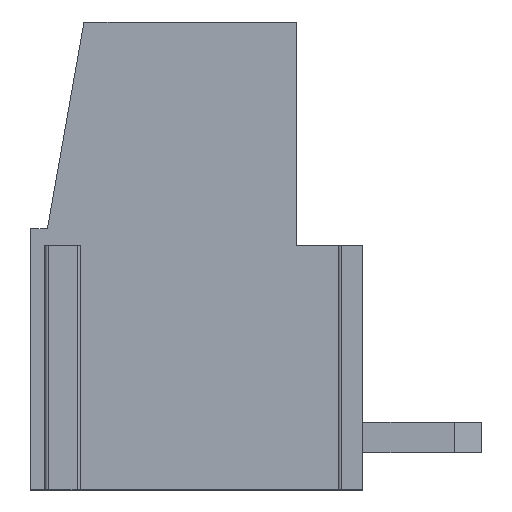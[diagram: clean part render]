
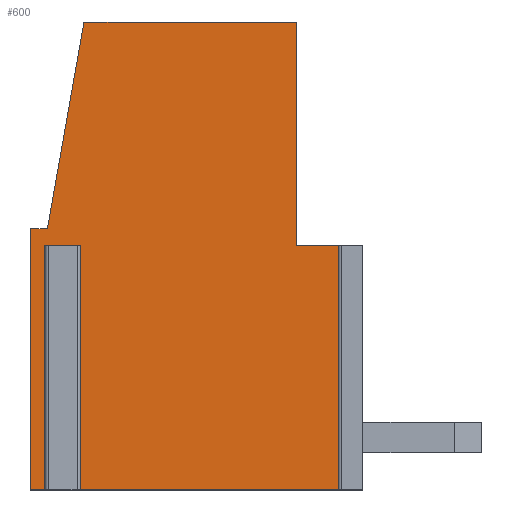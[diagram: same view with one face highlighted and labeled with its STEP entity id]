
A CAD part, left-side view. The second image highlights one B-rep face of the part: STEP entity #600.
In plain terms, the highlighted planar face has unit normal (-1, 0, 0).
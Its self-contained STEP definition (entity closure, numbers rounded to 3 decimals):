
#600 = ADVANCED_FACE( 'F0', ( #1166 ), #1167, .T. );
#1166 = FACE_OUTER_BOUND( '', #1710, .T. );
#1167 = PLANE( '', #1711 );
#1710 = EDGE_LOOP( '', ( #3341, #3342, #3343, #3344, #3345, #3346, #3347, #3348, #3349, #3350, #3351, #3352 ) );
#1711 = AXIS2_PLACEMENT_3D( '', #3353, #3354, #3355 );
#3341 = ORIENTED_EDGE( '', *, *, #3870, .T. );
#3342 = ORIENTED_EDGE( '', *, *, #3430, .T. );
#3343 = ORIENTED_EDGE( '', *, *, #3837, .T. );
#3344 = ORIENTED_EDGE( '', *, *, #3811, .T. );
#3345 = ORIENTED_EDGE( '', *, *, #3574, .T. );
#3346 = ORIENTED_EDGE( '', *, *, #3715, .F. );
#3347 = ORIENTED_EDGE( '', *, *, #3481, .T. );
#3348 = ORIENTED_EDGE( '', *, *, #3810, .T. );
#3349 = ORIENTED_EDGE( '', *, *, #3940, .T. );
#3350 = ORIENTED_EDGE( '', *, *, #3961, .T. );
#3351 = ORIENTED_EDGE( '', *, *, #3980, .T. );
#3352 = ORIENTED_EDGE( '', *, *, #3446, .T. );
#3353 = CARTESIAN_POINT( '', ( -2.5, 0., 0. ) );
#3354 = DIRECTION( '', ( -1., 0., 0. ) );
#3355 = DIRECTION( '', ( 0., 1., 0. ) );
#3430 = EDGE_CURVE( '', #4121, #4119, #4122, .T. );
#3446 = EDGE_CURVE( '', #4151, #4149, #4152, .T. );
#3481 = EDGE_CURVE( '', #4212, #4209, #4213, .T. );
#3574 = EDGE_CURVE( '', #4380, #4378, #4381, .T. );
#3715 = EDGE_CURVE( '', #4212, #4378, #4596, .T. );
#3810 = EDGE_CURVE( '', #4209, #4732, #4734, .T. );
#3811 = EDGE_CURVE( '', #4735, #4380, #4736, .T. );
#3837 = EDGE_CURVE( '', #4119, #4735, #4771, .T. );
#3870 = EDGE_CURVE( '', #4149, #4121, #4813, .T. );
#3940 = EDGE_CURVE( '', #4732, #4896, #4899, .T. );
#3961 = EDGE_CURVE( '', #4896, #4924, #4926, .T. );
#3980 = EDGE_CURVE( '', #4924, #4151, #4950, .T. );
#4119 = VERTEX_POINT( '', #5124 );
#4121 = VERTEX_POINT( '', #5127 );
#4122 = LINE( '', #5128, #5129 );
#4149 = VERTEX_POINT( '', #5162 );
#4151 = VERTEX_POINT( '', #5165 );
#4152 = LINE( '', #5166, #5167 );
#4209 = VERTEX_POINT( '', #5250 );
#4212 = VERTEX_POINT( '', #5254 );
#4213 = LINE( '', #5255, #5256 );
#4378 = VERTEX_POINT( '', #5494 );
#4380 = VERTEX_POINT( '', #5497 );
#4381 = LINE( '', #5498, #5499 );
#4596 = LINE( '', #5821, #5822 );
#4732 = VERTEX_POINT( '', #6020 );
#4734 = LINE( '', #6023, #6024 );
#4735 = VERTEX_POINT( '', #6025 );
#4736 = LINE( '', #6026, #6027 );
#4771 = LINE( '', #6077, #6078 );
#4813 = LINE( '', #6140, #6141 );
#4896 = VERTEX_POINT( '', #6263 );
#4899 = LINE( '', #6267, #6268 );
#4924 = VERTEX_POINT( '', #6307 );
#4926 = LINE( '', #6310, #6311 );
#4950 = LINE( '', #6345, #6346 );
#5124 = CARTESIAN_POINT( '', ( -2.5, 0., 7.7 ) );
#5127 = CARTESIAN_POINT( '', ( -2.5, -0.5, 7.7 ) );
#5128 = CARTESIAN_POINT( '', ( -2.5, 0., 7.7 ) );
#5129 = VECTOR( '', #6475, 1000. );
#5162 = CARTESIAN_POINT( '', ( -2.5, -1.576, 13.8 ) );
#5165 = CARTESIAN_POINT( '', ( -2.5, -7.85, 13.8 ) );
#5166 = CARTESIAN_POINT( '', ( -2.5, 0., 13.8 ) );
#5167 = VECTOR( '', #6501, 1000. );
#5250 = CARTESIAN_POINT( '', ( -2.5, -1.204, 0. ) );
#5254 = CARTESIAN_POINT( '', ( -2.5, -1.204, 7.2 ) );
#5255 = CARTESIAN_POINT( '', ( -2.5, -1.204, 0. ) );
#5256 = VECTOR( '', #6529, 1000. );
#5494 = CARTESIAN_POINT( '', ( -2.5, -0.696, 7.2 ) );
#5497 = CARTESIAN_POINT( '', ( -2.5, -0.696, 0. ) );
#5498 = CARTESIAN_POINT( '', ( -2.5, -0.696, 0. ) );
#5499 = VECTOR( '', #6622, 1000. );
#5821 = CARTESIAN_POINT( '', ( -2.5, 0., 7.2 ) );
#5822 = VECTOR( '', #6736, 1000. );
#6020 = CARTESIAN_POINT( '', ( -2.5, -9.346, 0. ) );
#6023 = CARTESIAN_POINT( '', ( -2.5, 0., 0. ) );
#6024 = VECTOR( '', #6827, 1000. );
#6025 = CARTESIAN_POINT( '', ( -2.5, 0., 0. ) );
#6026 = CARTESIAN_POINT( '', ( -2.5, 0., 0. ) );
#6027 = VECTOR( '', #6828, 1000. );
#6077 = CARTESIAN_POINT( '', ( -2.5, 0., -11.5 ) );
#6078 = VECTOR( '', #6853, 1000. );
#6140 = CARTESIAN_POINT( '', ( -2.5, 2.798, -11.007 ) );
#6141 = VECTOR( '', #6874, 1000. );
#6263 = CARTESIAN_POINT( '', ( -2.5, -9.346, 7.2 ) );
#6267 = CARTESIAN_POINT( '', ( -2.5, -9.346, 0. ) );
#6268 = VECTOR( '', #6927, 1000. );
#6307 = CARTESIAN_POINT( '', ( -2.5, -7.85, 7.2 ) );
#6310 = CARTESIAN_POINT( '', ( -2.5, 0., 7.2 ) );
#6311 = VECTOR( '', #6943, 1000. );
#6345 = CARTESIAN_POINT( '', ( -2.5, -7.85, 0. ) );
#6346 = VECTOR( '', #6957, 1000. );
#6475 = DIRECTION( '', ( 0., 1., 0. ) );
#6501 = DIRECTION( '', ( 0., 1., 0. ) );
#6529 = DIRECTION( '', ( 0., 0., -1. ) );
#6622 = DIRECTION( '', ( 0., 0., 1. ) );
#6736 = DIRECTION( '', ( 0., 1., 0. ) );
#6827 = DIRECTION( '', ( 0., -1., 0. ) );
#6828 = DIRECTION( '', ( 0., -1., 0. ) );
#6853 = DIRECTION( '', ( 0., 0., -1. ) );
#6874 = DIRECTION( '', ( 0., 0.174, -0.985 ) );
#6927 = DIRECTION( '', ( 0., 0., 1. ) );
#6943 = DIRECTION( '', ( 0., 1., 0. ) );
#6957 = DIRECTION( '', ( 0., 0., 1. ) );
